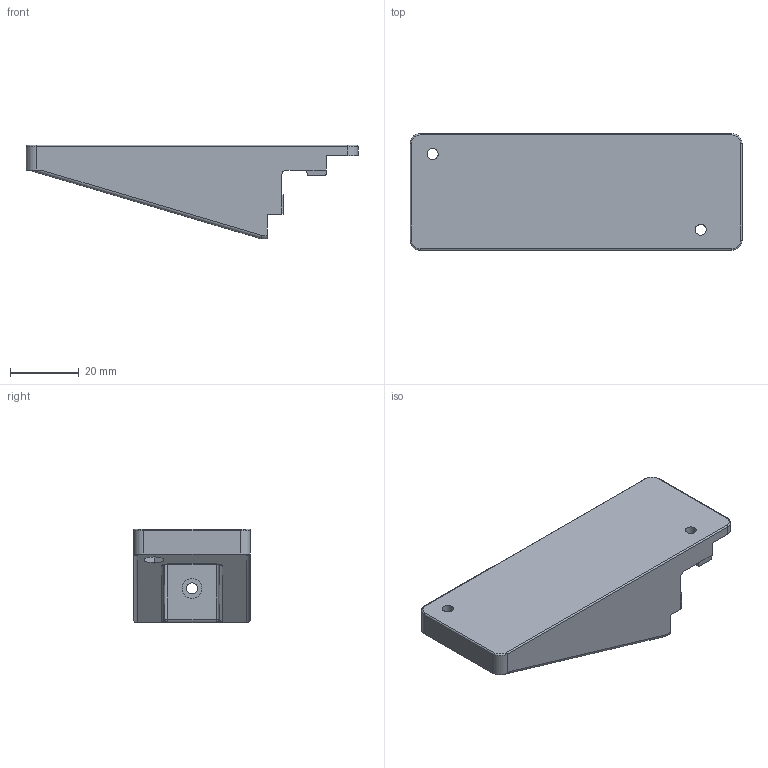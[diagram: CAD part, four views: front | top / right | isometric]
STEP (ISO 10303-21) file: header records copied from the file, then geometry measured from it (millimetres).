
FILE_DESCRIPTION(/* description */ (''),/* implementation_level */ '2;1');
FILE_NAME(/* name */ 'ercf_mount_left.step',/* time_stamp */ '2023-09-03T13:57:44-04:00',/* author */ (''),/* organization */ (''),/* preprocessor_version */ 'ST-DEVELOPER v20',/* originating_system */ 'Autodesk Translation Framework v12.9.0.99',/* authorisation */ '');
FILE_SCHEMA (('AUTOMOTIVE_DESIGN { 1 0 10303 214 3 1 1 }'));
Length unit declared in the file: millimetre
Products named in the file (1): ercf_mount_left
Bounding box: 96.6 x 34 x 27.2 mm (x, y, z)
Volume: 37817.9 mm3; surface area: 12351.5 mm2
Topology: 1 solids, 1 shells, 95 faces, 226 edges, 135 vertices
Faces by surface type: plane 42, cylinder 34, bspline 8, torus 6, sphere 4, cone 1
Full cylindrical faces by diameter (mm): 3.2 x3, 5.8 x1
Entity records: 3059 total; most frequent: CARTESIAN_POINT 812, DIRECTION 471, ORIENTED_EDGE 452, EDGE_CURVE 226, AXIS2_PLACEMENT_3D 167, LINE 137, VECTOR 137, VERTEX_POINT 135
